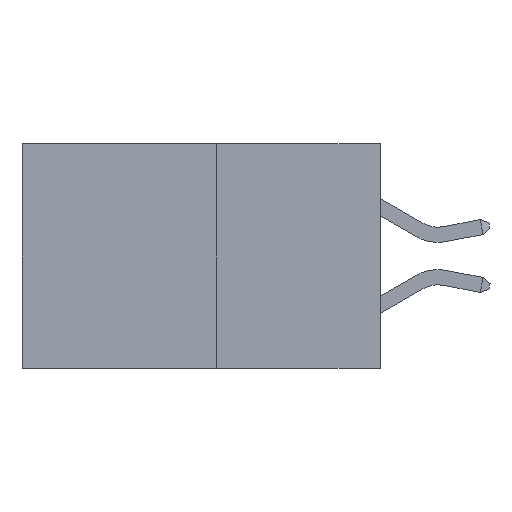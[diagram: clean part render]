
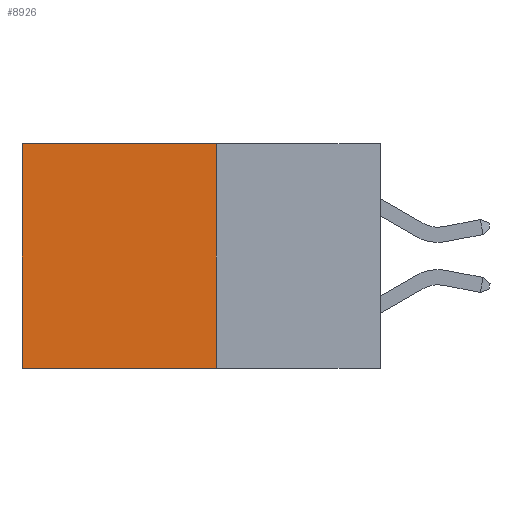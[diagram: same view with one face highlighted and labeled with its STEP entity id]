
A CAD part, left-side view. The second image highlights one B-rep face of the part: STEP entity #8926.
In plain terms, the highlighted planar face has unit normal (-1, 0, 0).
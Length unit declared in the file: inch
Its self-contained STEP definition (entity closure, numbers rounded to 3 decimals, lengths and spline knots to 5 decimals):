
#173 = ORIENTED_EDGE ( 'NONE', *, *, #20682, .F. ) ;
#697 = DIRECTION ( 'NONE',  ( 0., 0., -1. ) ) ;
#980 = DIRECTION ( 'NONE',  ( 0., 0., -1. ) ) ;
#988 = EDGE_LOOP ( 'NONE', ( #15277, #13106, #173, #29691 ) ) ;
#1021 = FACE_OUTER_BOUND ( 'NONE', #988, .T. ) ;
#1481 = CARTESIAN_POINT ( 'NONE',  ( 0.277, 0.27, -0.37 ) ) ;
#1776 = AXIS2_PLACEMENT_3D ( 'NONE', #31975, #16602, #980 ) ;
#3640 = CARTESIAN_POINT ( 'NONE',  ( 0.277, 0.59, 0. ) ) ;
#3836 = EDGE_CURVE ( 'NONE', #14438, #14706, #5044, .T. ) ;
#5044 = LINE ( 'NONE', #31179, #18031 ) ;
#5102 = LINE ( 'NONE', #1481, #32537 ) ;
#7720 = VERTEX_POINT ( 'NONE', #14350 ) ;
#8746 = CARTESIAN_POINT ( 'NONE',  ( 0.277, 0.27, -0.37 ) ) ;
#8926 = ADVANCED_FACE ( 'NONE', ( #1021 ), #26799, .F. ) ;
#10430 = CARTESIAN_POINT ( 'NONE',  ( 0.277, 0.27, 0. ) ) ;
#12765 = CARTESIAN_POINT ( 'NONE',  ( 0.277, 0.59, -0.37 ) ) ;
#13106 = ORIENTED_EDGE ( 'NONE', *, *, #16010, .F. ) ;
#13148 = DIRECTION ( 'NONE',  ( 0., 1., 0. ) ) ;
#14152 = LINE ( 'NONE', #8746, #19387 ) ;
#14350 = CARTESIAN_POINT ( 'NONE',  ( 0.277, 0.27, -0.37 ) ) ;
#14438 = VERTEX_POINT ( 'NONE', #10430 ) ;
#14706 = VERTEX_POINT ( 'NONE', #3640 ) ;
#15277 = ORIENTED_EDGE ( 'NONE', *, *, #22047, .T. ) ;
#16010 = EDGE_CURVE ( 'NONE', #7720, #20445, #5102, .T. ) ;
#16602 = DIRECTION ( 'NONE',  ( 1., 0., 0. ) ) ;
#18031 = VECTOR ( 'NONE', #13148, 39.37008 ) ;
#19387 = VECTOR ( 'NONE', #29415, 39.37008 ) ;
#20445 = VERTEX_POINT ( 'NONE', #12765 ) ;
#20682 = EDGE_CURVE ( 'NONE', #14438, #7720, #14152, .T. ) ;
#22047 = EDGE_CURVE ( 'NONE', #14706, #20445, #32480, .T. ) ;
#22220 = DIRECTION ( 'NONE',  ( 0., 1., 0. ) ) ;
#23928 = CARTESIAN_POINT ( 'NONE',  ( 0.277, 0.59, -0.37 ) ) ;
#24824 = VECTOR ( 'NONE', #697, 39.37008 ) ;
#26799 = PLANE ( 'NONE',  #1776 ) ;
#29415 = DIRECTION ( 'NONE',  ( 0., 0., -1. ) ) ;
#29691 = ORIENTED_EDGE ( 'NONE', *, *, #3836, .T. ) ;
#31179 = CARTESIAN_POINT ( 'NONE',  ( 0.277, 0.27, 0. ) ) ;
#31975 = CARTESIAN_POINT ( 'NONE',  ( 0.277, 0.27, -0.37 ) ) ;
#32480 = LINE ( 'NONE', #23928, #24824 ) ;
#32537 = VECTOR ( 'NONE', #22220, 39.37008 ) ;
